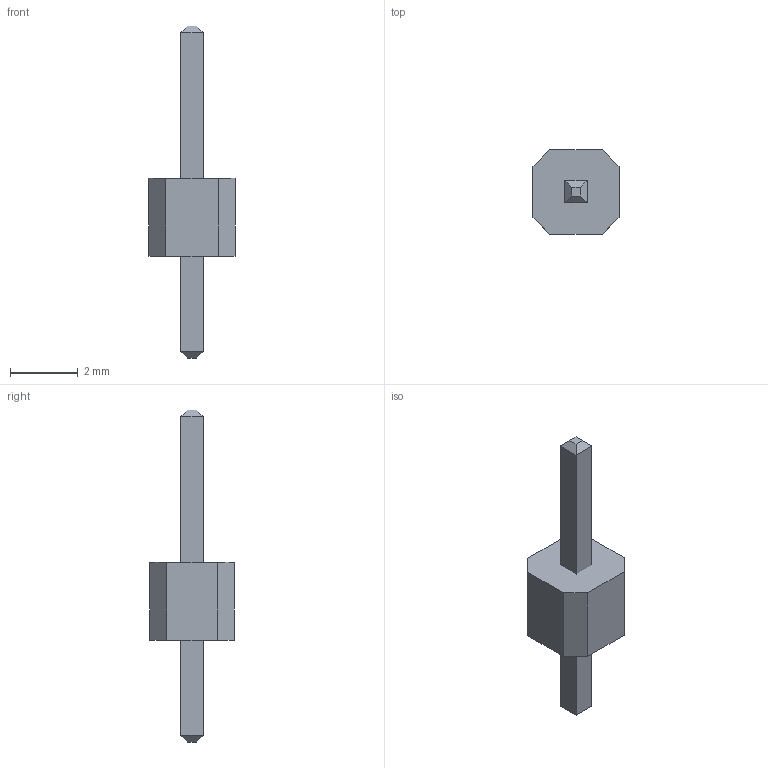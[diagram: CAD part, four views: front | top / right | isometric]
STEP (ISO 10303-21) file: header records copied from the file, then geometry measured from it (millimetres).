
FILE_DESCRIPTION(/* description */ (''),/* implementation_level */ '2;1');
FILE_NAME(/* name */ 'Connector-Breakaway-Header-2.54x0.66mm-1.step',/* time_stamp */ '2023-10-24T22:21:35+02:00',/* author */ (''),/* organization */ (''),/* preprocessor_version */ 'ST-DEVELOPER v20',/* originating_system */ 'Autodesk Translation Framework v12.14.0.127',/* authorisation */ '');
FILE_SCHEMA (('AUTOMOTIVE_DESIGN { 1 0 10303 214 3 1 1 }'));
Length unit declared in the file: millimetre
Products named in the file (3): Connector-Breakaway-Header-2.54x0.66mm-1; Body; Lead
Assembly tree (2 placements, depth 2):
  Connector-Breakaway-Header-2.54x0.66mm-1
    Body
    Lead
Bounding box: 2.54 x 2.5 x 9.8 mm (x, y, z)
Volume: 17.6 mm3; surface area: 58.2 mm2
Topology: 2 solids, 2 shells, 24 faces, 52 edges, 32 vertices
Faces by surface type: plane 24
Entity records: 741 total; most frequent: CARTESIAN_POINT 114, DIRECTION 112, ORIENTED_EDGE 104, LINE 52, VECTOR 52, EDGE_CURVE 52, VERTEX_POINT 32, AXIS2_PLACEMENT_3D 30
